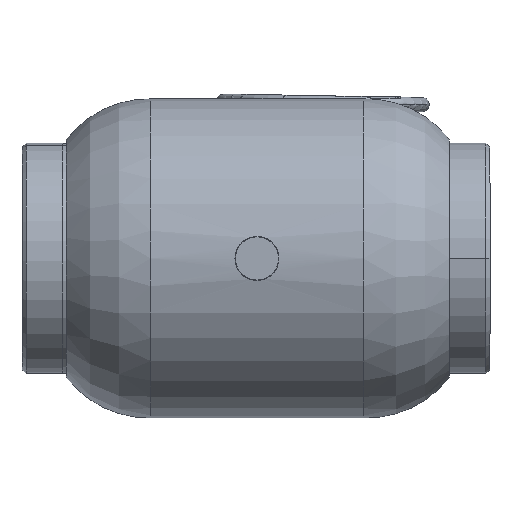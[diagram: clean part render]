
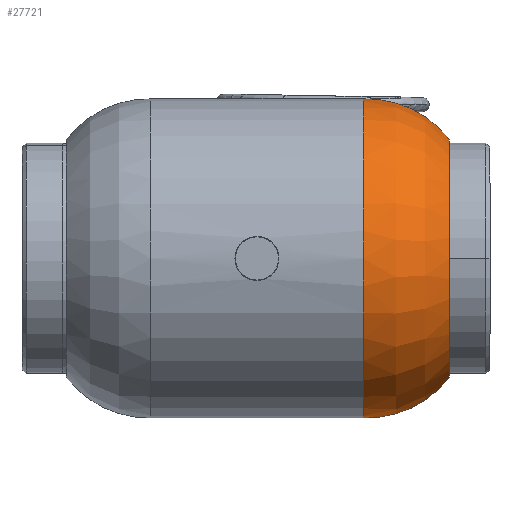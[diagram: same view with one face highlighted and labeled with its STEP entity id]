
A CAD part, front view. The second image highlights one B-rep face of the part: STEP entity #27721.
In plain terms, the highlighted toroidal (fillet/blend) face has major radius 77.068 mm and minor radius 148 mm.
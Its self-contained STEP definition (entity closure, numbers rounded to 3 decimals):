
#589 = DIRECTION ( 'NONE',  ( 0., 0., 1. ) ) ;
#13133 = DIRECTION ( 'NONE',  ( -1., 0., 0. ) ) ;
#17438 = AXIS2_PLACEMENT_3D ( 'NONE', #153016, #26639, #139640 ) ;
#20021 = ORIENTED_EDGE ( 'NONE', *, *, #34767, .T. ) ;
#26639 = DIRECTION ( 'NONE',  ( 0., -1., 0. ) ) ;
#27721 = ADVANCED_FACE ( 'NONE', ( #53864 ), #61647, .T. ) ;
#29721 = AXIS2_PLACEMENT_3D ( 'NONE', #65771, #13133, #589 ) ;
#31404 = CARTESIAN_POINT ( 'NONE',  ( 271.249, 0., -168. ) ) ;
#33907 = ORIENTED_EDGE ( 'NONE', *, *, #37007, .T. ) ;
#34767 = EDGE_CURVE ( 'NONE', #156444, #73260, #127107, .T. ) ;
#35442 = DIRECTION ( 'NONE',  ( -1., 0., 0. ) ) ;
#37007 = EDGE_CURVE ( 'NONE', #152553, #156444, #145354, .T. ) ;
#40384 = CARTESIAN_POINT ( 'NONE',  ( 271.249, 0., 168. ) ) ;
#43762 = AXIS2_PLACEMENT_3D ( 'NONE', #150937, #35442, #136735 ) ;
#53864 = FACE_OUTER_BOUND ( 'NONE', #98130, .T. ) ;
#61473 = AXIS2_PLACEMENT_3D ( 'NONE', #142012, #155407, #94271 ) ;
#61647 = TOROIDAL_SURFACE ( 'NONE', #163179, 77.068, 148. ) ;
#65771 = CARTESIAN_POINT ( 'NONE',  ( 150., 0., 0. ) ) ;
#71812 = EDGE_CURVE ( 'NONE', #152553, #82917, #106946, .T. ) ;
#73260 = VERTEX_POINT ( 'NONE', #116532 ) ;
#77820 = CIRCLE ( 'NONE', #29721, 225. ) ;
#82917 = VERTEX_POINT ( 'NONE', #157150 ) ;
#94271 = DIRECTION ( 'NONE',  ( 0., 0., 1. ) ) ;
#98130 = EDGE_LOOP ( 'NONE', ( #102234, #33907, #20021, #118068 ) ) ;
#102234 = ORIENTED_EDGE ( 'NONE', *, *, #71812, .F. ) ;
#104904 = DIRECTION ( 'NONE',  ( -1., 0., 0. ) ) ;
#106946 = CIRCLE ( 'NONE', #61473, 148. ) ;
#107389 = DIRECTION ( 'NONE',  ( 0., 0., 1. ) ) ;
#116532 = CARTESIAN_POINT ( 'NONE',  ( 150., 0., 225. ) ) ;
#118068 = ORIENTED_EDGE ( 'NONE', *, *, #153264, .F. ) ;
#127107 = CIRCLE ( 'NONE', #17438, 148. ) ;
#136735 = DIRECTION ( 'NONE',  ( 0., 0., 1. ) ) ;
#139640 = DIRECTION ( 'NONE',  ( 0., 0., -1. ) ) ;
#142012 = CARTESIAN_POINT ( 'NONE',  ( 154.479, 0., -77.068 ) ) ;
#145354 = CIRCLE ( 'NONE', #43762, 168. ) ;
#150937 = CARTESIAN_POINT ( 'NONE',  ( 271.249, 0., 0. ) ) ;
#152553 = VERTEX_POINT ( 'NONE', #31404 ) ;
#153016 = CARTESIAN_POINT ( 'NONE',  ( 154.479, 0., 77.068 ) ) ;
#153264 = EDGE_CURVE ( 'NONE', #82917, #73260, #77820, .T. ) ;
#155407 = DIRECTION ( 'NONE',  ( 0., 1., 0. ) ) ;
#156444 = VERTEX_POINT ( 'NONE', #40384 ) ;
#156830 = CARTESIAN_POINT ( 'NONE',  ( 154.479, 0., 0. ) ) ;
#157150 = CARTESIAN_POINT ( 'NONE',  ( 150., 0., -225. ) ) ;
#163179 = AXIS2_PLACEMENT_3D ( 'NONE', #156830, #104904, #107389 ) ;
